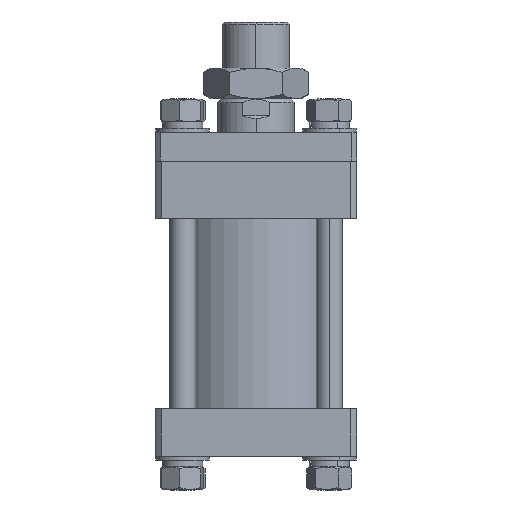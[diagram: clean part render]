
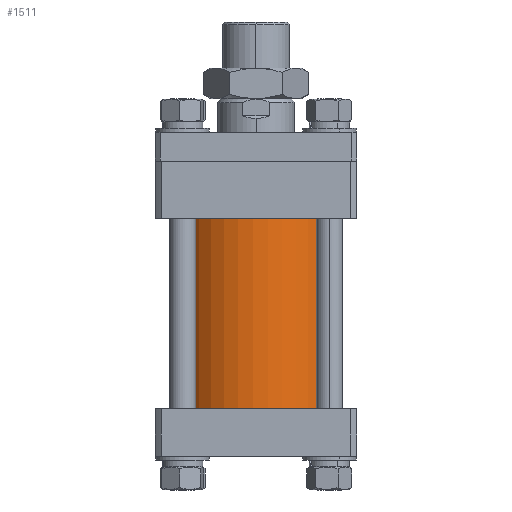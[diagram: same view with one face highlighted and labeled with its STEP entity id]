
A CAD part, front view. The second image highlights one B-rep face of the part: STEP entity #1511.
In plain terms, the highlighted cylindrical face has radius 89 mm (diameter 178 mm), a partial arc.
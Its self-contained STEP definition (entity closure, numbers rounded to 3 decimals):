
#273 = CARTESIAN_POINT ( 'NONE',  ( 89., 0., 99. ) ) ;
#932 = ORIENTED_EDGE ( 'NONE', *, *, #3467, .T. ) ;
#933 = ORIENTED_EDGE ( 'NONE', *, *, #3471, .T. ) ;
#934 = ORIENTED_EDGE ( 'NONE', *, *, #3469, .F. ) ;
#935 = ORIENTED_EDGE ( 'NONE', *, *, #3473, .F. ) ;
#1511 = ADVANCED_FACE ( 'NONE', ( #3540 ), #3528, .T. ) ;
#3393 = VECTOR ( 'NONE', #7728, 1000. ) ;
#3396 = VECTOR ( 'NONE', #7733, 1000. ) ;
#3398 = LINE ( 'NONE', #7764, #3393 ) ;
#3399 = LINE ( 'NONE', #7744, #3396 ) ;
#3401 = CIRCLE ( 'NONE', #3944, 89. ) ;
#3403 = CIRCLE ( 'NONE', #3942, 89. ) ;
#3467 = EDGE_CURVE ( 'NONE', #5697, #5698, #3403, .T. ) ;
#3469 = EDGE_CURVE ( 'NONE', #5701, #3858, #3401, .T. ) ;
#3471 = EDGE_CURVE ( 'NONE', #5701, #5697, #3399, .T. ) ;
#3473 = EDGE_CURVE ( 'NONE', #3858, #5698, #3398, .T. ) ;
#3528 = CYLINDRICAL_SURFACE ( 'NONE', #3593, 89. ) ;
#3540 = FACE_OUTER_BOUND ( 'NONE', #5683, .T. ) ;
#3593 = AXIS2_PLACEMENT_3D ( 'NONE', #7230, #7236, #7250 ) ;
#3858 = VERTEX_POINT ( 'NONE', #273 ) ;
#3942 = AXIS2_PLACEMENT_3D ( 'NONE', #7734, #7735, #7736 ) ;
#3944 = AXIS2_PLACEMENT_3D ( 'NONE', #7741, #7742, #7743 ) ;
#5037 = CARTESIAN_POINT ( 'NONE',  ( -89., 0., -99. ) ) ;
#5045 = CARTESIAN_POINT ( 'NONE',  ( 89., 0., -99. ) ) ;
#5067 = CARTESIAN_POINT ( 'NONE',  ( -89., 0., 99. ) ) ;
#5683 = EDGE_LOOP ( 'NONE', ( #935, #934, #933, #932 ) ) ;
#5697 = VERTEX_POINT ( 'NONE', #5037 ) ;
#5698 = VERTEX_POINT ( 'NONE', #5045 ) ;
#5701 = VERTEX_POINT ( 'NONE', #5067 ) ;
#7230 = CARTESIAN_POINT ( 'NONE',  ( 0., 0., 99. ) ) ;
#7236 = DIRECTION ( 'NONE',  ( 0., 0., -1. ) ) ;
#7250 = DIRECTION ( 'NONE',  ( -1., 0., 0. ) ) ;
#7728 = DIRECTION ( 'NONE',  ( 0., 0., -1. ) ) ;
#7733 = DIRECTION ( 'NONE',  ( 0., 0., -1. ) ) ;
#7734 = CARTESIAN_POINT ( 'NONE',  ( 0., 0., -99. ) ) ;
#7735 = DIRECTION ( 'NONE',  ( 0., 0., 1. ) ) ;
#7736 = DIRECTION ( 'NONE',  ( 1., 0., 0. ) ) ;
#7741 = CARTESIAN_POINT ( 'NONE',  ( 0., 0., 99. ) ) ;
#7742 = DIRECTION ( 'NONE',  ( 0., 0., 1. ) ) ;
#7743 = DIRECTION ( 'NONE',  ( 1., 0., 0. ) ) ;
#7744 = CARTESIAN_POINT ( 'NONE',  ( -89., 0., 99. ) ) ;
#7764 = CARTESIAN_POINT ( 'NONE',  ( 89., 0., 99. ) ) ;
